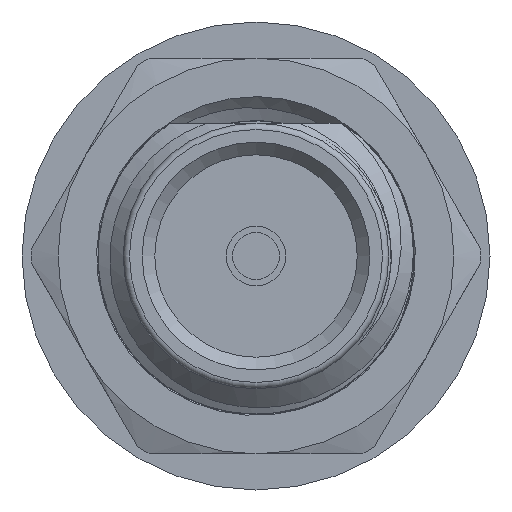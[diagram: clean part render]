
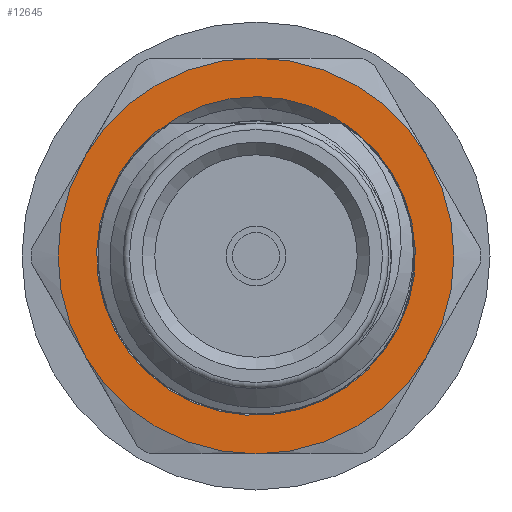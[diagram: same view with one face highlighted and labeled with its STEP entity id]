
A CAD part, left-side view. The second image highlights one B-rep face of the part: STEP entity #12645.
In plain terms, the highlighted planar face has unit normal (-1, 0, 0).
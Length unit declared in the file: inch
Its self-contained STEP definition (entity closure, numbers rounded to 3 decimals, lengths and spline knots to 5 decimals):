
#98 = DIRECTION ( 'NONE',  ( -1., 0., 0. ) ) ;
#238 = DIRECTION ( 'NONE',  ( 0., -0.5, 0.866 ) ) ;
#1091 = ORIENTED_EDGE ( 'NONE', *, *, #25175, .T. ) ;
#2461 = PLANE ( 'NONE',  #5728 ) ;
#2855 = EDGE_CURVE ( 'NONE', #22096, #18702, #21272, .T. ) ;
#3570 = CIRCLE ( 'NONE', #6972, 0.12602 ) ;
#3855 = CARTESIAN_POINT ( 'NONE',  ( 0.21, 0., 0. ) ) ;
#4169 = DIRECTION ( 'NONE',  ( 0., -0.5, 0.866 ) ) ;
#4288 = VERTEX_POINT ( 'NONE', #11762 ) ;
#4661 = DIRECTION ( 'NONE',  ( -1., 0., 0. ) ) ;
#4779 = CARTESIAN_POINT ( 'NONE',  ( 0.21, 0., 0. ) ) ;
#5060 = CARTESIAN_POINT ( 'NONE',  ( 0.21, 0., 0. ) ) ;
#5679 = CIRCLE ( 'NONE', #18302, 0.1565 ) ;
#5728 = AXIS2_PLACEMENT_3D ( 'NONE', #14853, #25447, #23153 ) ;
#6194 = EDGE_CURVE ( 'NONE', #20166, #7014, #21221, .T. ) ;
#6273 = DIRECTION ( 'NONE',  ( 0., -0.5, 0.866 ) ) ;
#6972 = AXIS2_PLACEMENT_3D ( 'NONE', #14430, #26636, #4169 ) ;
#7014 = VERTEX_POINT ( 'NONE', #23671 ) ;
#7377 = CIRCLE ( 'NONE', #9088, 0.1565 ) ;
#7486 = DIRECTION ( 'NONE',  ( -1., 0., 0. ) ) ;
#7794 = AXIS2_PLACEMENT_3D ( 'NONE', #3855, #24433, #26722 ) ;
#8296 = VERTEX_POINT ( 'NONE', #14498 ) ;
#8671 = CARTESIAN_POINT ( 'NONE',  ( 0.21, 0.13553, -0.07825 ) ) ;
#8837 = DIRECTION ( 'NONE',  ( -1., 0., 0. ) ) ;
#8921 = FACE_BOUND ( 'NONE', #12821, .T. ) ;
#9088 = AXIS2_PLACEMENT_3D ( 'NONE', #19677, #7486, #24013 ) ;
#10403 = CIRCLE ( 'NONE', #7794, 0.1565 ) ;
#11233 = AXIS2_PLACEMENT_3D ( 'NONE', #5060, #4661, #25247 ) ;
#11244 = ORIENTED_EDGE ( 'NONE', *, *, #26692, .T. ) ;
#11474 = EDGE_CURVE ( 'NONE', #8296, #8296, #3570, .T. ) ;
#11567 = DIRECTION ( 'NONE',  ( 0., -0.5, 0.866 ) ) ;
#11762 = CARTESIAN_POINT ( 'NONE',  ( 0.21, -0.13553, 0.07825 ) ) ;
#12645 = ADVANCED_FACE ( 'NONE', ( #8921, #17174 ), #2461, .F. ) ;
#12821 = EDGE_LOOP ( 'NONE', ( #20434 ) ) ;
#13459 = DIRECTION ( 'NONE',  ( 1., 0., 0. ) ) ;
#13995 = CARTESIAN_POINT ( 'NONE',  ( 0.21, 0., 0. ) ) ;
#14430 = CARTESIAN_POINT ( 'NONE',  ( 0.21, 0., 0. ) ) ;
#14498 = CARTESIAN_POINT ( 'NONE',  ( 0.21, -0.06301, 0.10913 ) ) ;
#14853 = CARTESIAN_POINT ( 'NONE',  ( 0.21, 0., 0. ) ) ;
#17174 = FACE_OUTER_BOUND ( 'NONE', #20818, .T. ) ;
#17406 = CARTESIAN_POINT ( 'NONE',  ( 0.21, 0., 0.1565 ) ) ;
#18302 = AXIS2_PLACEMENT_3D ( 'NONE', #21594, #13459, #11567 ) ;
#18702 = VERTEX_POINT ( 'NONE', #19099 ) ;
#18888 = ORIENTED_EDGE ( 'NONE', *, *, #6194, .T. ) ;
#19099 = CARTESIAN_POINT ( 'NONE',  ( 0.21, -0.13553, -0.07825 ) ) ;
#19207 = ORIENTED_EDGE ( 'NONE', *, *, #24554, .T. ) ;
#19677 = CARTESIAN_POINT ( 'NONE',  ( 0.21, 0., 0. ) ) ;
#19921 = ORIENTED_EDGE ( 'NONE', *, *, #2855, .T. ) ;
#20166 = VERTEX_POINT ( 'NONE', #17406 ) ;
#20376 = AXIS2_PLACEMENT_3D ( 'NONE', #4779, #8837, #238 ) ;
#20434 = ORIENTED_EDGE ( 'NONE', *, *, #11474, .T. ) ;
#20818 = EDGE_LOOP ( 'NONE', ( #19207, #18888, #1091, #11244, #19921, #23028 ) ) ;
#20841 = AXIS2_PLACEMENT_3D ( 'NONE', #13995, #98, #6273 ) ;
#20898 = EDGE_CURVE ( 'NONE', #4288, #18702, #5679, .T. ) ;
#21221 = CIRCLE ( 'NONE', #20376, 0.1565 ) ;
#21272 = CIRCLE ( 'NONE', #20841, 0.1565 ) ;
#21594 = CARTESIAN_POINT ( 'NONE',  ( 0.21, 0., 0. ) ) ;
#22096 = VERTEX_POINT ( 'NONE', #24268 ) ;
#22931 = CIRCLE ( 'NONE', #11233, 0.1565 ) ;
#23028 = ORIENTED_EDGE ( 'NONE', *, *, #20898, .F. ) ;
#23153 = DIRECTION ( 'NONE',  ( 0., 1., 0. ) ) ;
#23671 = CARTESIAN_POINT ( 'NONE',  ( 0.21, 0.13553, 0.07825 ) ) ;
#23790 = VERTEX_POINT ( 'NONE', #8671 ) ;
#24013 = DIRECTION ( 'NONE',  ( 0., -0.5, 0.866 ) ) ;
#24268 = CARTESIAN_POINT ( 'NONE',  ( 0.21, 0., -0.1565 ) ) ;
#24433 = DIRECTION ( 'NONE',  ( -1., 0., 0. ) ) ;
#24554 = EDGE_CURVE ( 'NONE', #4288, #20166, #10403, .T. ) ;
#25175 = EDGE_CURVE ( 'NONE', #7014, #23790, #22931, .T. ) ;
#25247 = DIRECTION ( 'NONE',  ( 0., -0.5, 0.866 ) ) ;
#25447 = DIRECTION ( 'NONE',  ( 1., 0., 0. ) ) ;
#26636 = DIRECTION ( 'NONE',  ( 1., 0., 0. ) ) ;
#26692 = EDGE_CURVE ( 'NONE', #23790, #22096, #7377, .T. ) ;
#26722 = DIRECTION ( 'NONE',  ( 0., -0.5, 0.866 ) ) ;
